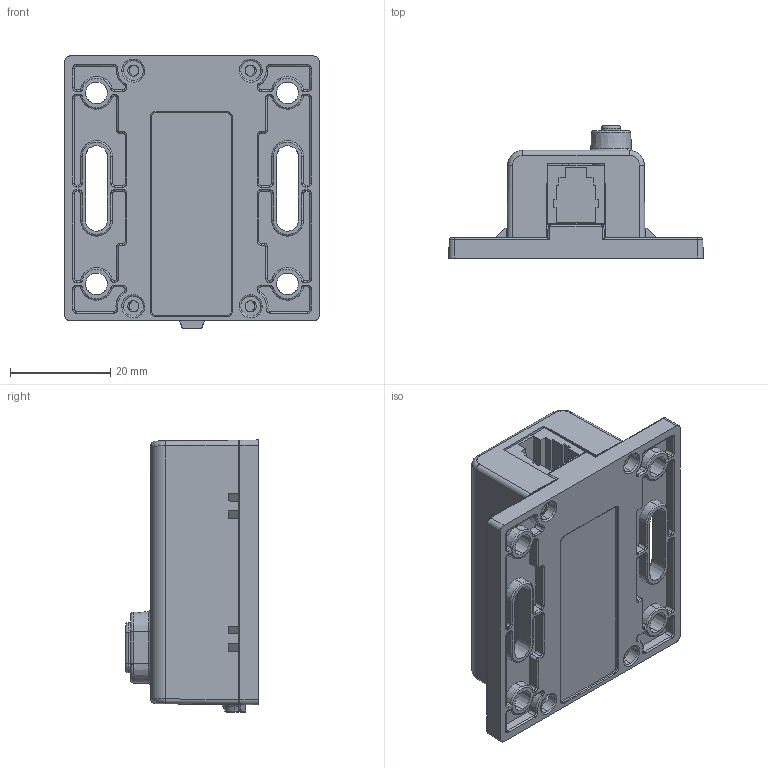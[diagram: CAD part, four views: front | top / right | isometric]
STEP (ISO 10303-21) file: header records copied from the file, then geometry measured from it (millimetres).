
FILE_DESCRIPTION (( 'STEP AP203' ), '1' );
FILE_NAME ('RF-RECEIVER-MODULE.STEP', '2007-08-26T01:40:02', ( 'Innovation First, Inc.' ), ( 'Innovation First, Inc.' ), 'SwSTEP 2.0', 'SolidWorks 2006052', '' );
FILE_SCHEMA (( 'CONFIG_CONTROL_DESIGN' ));
Length unit declared in the file: inch
Products named in the file (5): RECEIVER-BOT; RECEIVER-TOP; RECEIVER-JACK; RF-RECEIVER-MODULE; RECEIVER-CRYSTAL
Assembly tree (4 placements, depth 2):
  RF-RECEIVER-MODULE
    RECEIVER-BOT
    RECEIVER-TOP
    RECEIVER-JACK
    RECEIVER-CRYSTAL
Bounding box: 50.74 x 26.5 x 54.27 mm (x, y, z)
Volume: 13887.6 mm3; surface area: 17778.3 mm2
Topology: 4 solids, 4 shells, 768 faces, 1935 edges, 1196 vertices
Faces by surface type: plane 289, cylinder 246, bspline 176, cone 55, torus 2
Entity records: 31551 total; most frequent: CARTESIAN_POINT 14883, ORIENTED_EDGE 3862, DIRECTION 2660, EDGE_CURVE 1931, VERTEX_POINT 1196, AXIS2_PLACEMENT_3D 904, VECTOR 852, LINE 852
